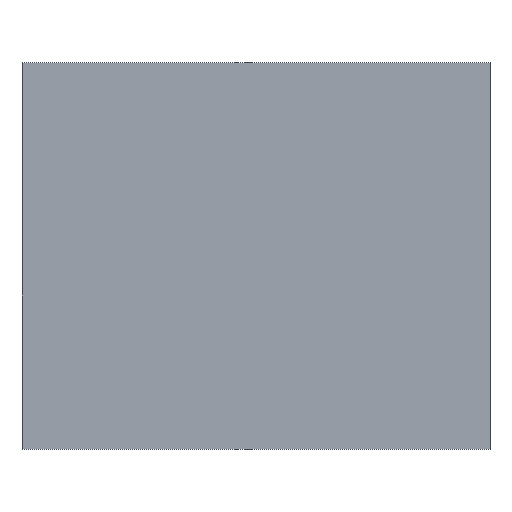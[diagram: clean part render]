
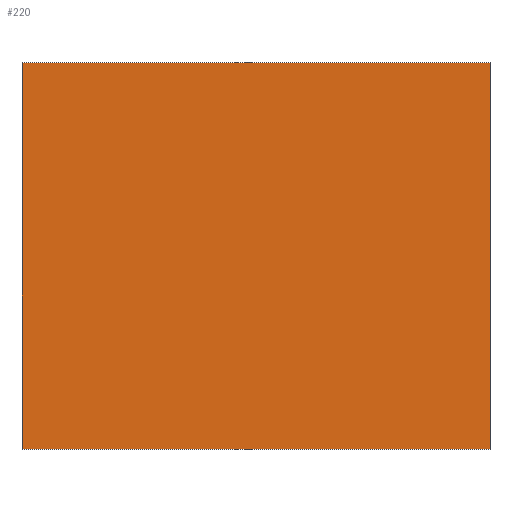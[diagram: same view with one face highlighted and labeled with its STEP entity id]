
A CAD part, top view. The second image highlights one B-rep face of the part: STEP entity #220.
In plain terms, the highlighted planar face has unit normal (0, 0, 1).
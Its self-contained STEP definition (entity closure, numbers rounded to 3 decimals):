
#13 = LINE ( 'NONE', #127, #158 ) ;
#55 = LINE ( 'NONE', #178, #136 ) ;
#59 = VECTOR ( 'NONE', #163, 1000. ) ;
#67 = EDGE_LOOP ( 'NONE', ( #171, #195, #73, #226 ) ) ;
#70 = VERTEX_POINT ( 'NONE', #231 ) ;
#73 = ORIENTED_EDGE ( 'NONE', *, *, #183, .T. ) ;
#78 = DIRECTION ( 'NONE',  ( 0., 1., 0. ) ) ;
#79 = EDGE_CURVE ( 'NONE', #156, #223, #13, .T. ) ;
#88 = AXIS2_PLACEMENT_3D ( 'NONE', #117, #115, #165 ) ;
#92 = EDGE_CURVE ( 'NONE', #173, #156, #93, .T. ) ;
#93 = LINE ( 'NONE', #164, #59 ) ;
#112 = DIRECTION ( 'NONE',  ( 1., 0., 0. ) ) ;
#115 = DIRECTION ( 'NONE',  ( 0., 0., 1. ) ) ;
#117 = CARTESIAN_POINT ( 'NONE',  ( 0., 0., 1.75 ) ) ;
#127 = CARTESIAN_POINT ( 'NONE',  ( 11.5, -9.5, 1.75 ) ) ;
#132 = FACE_OUTER_BOUND ( 'NONE', #67, .T. ) ;
#136 = VECTOR ( 'NONE', #78, 1000. ) ;
#156 = VERTEX_POINT ( 'NONE', #233 ) ;
#158 = VECTOR ( 'NONE', #112, 1000. ) ;
#160 = CARTESIAN_POINT ( 'NONE',  ( -11.5, 9.5, 1.75 ) ) ;
#163 = DIRECTION ( 'NONE',  ( 0., -1., 0. ) ) ;
#164 = CARTESIAN_POINT ( 'NONE',  ( -11.5, -9.5, 1.75 ) ) ;
#165 = DIRECTION ( 'NONE',  ( 1., 0., 0. ) ) ;
#166 = CARTESIAN_POINT ( 'NONE',  ( 11.5, -9.5, 1.75 ) ) ;
#167 = EDGE_CURVE ( 'NONE', #70, #173, #196, .T. ) ;
#171 = ORIENTED_EDGE ( 'NONE', *, *, #92, .T. ) ;
#173 = VERTEX_POINT ( 'NONE', #160 ) ;
#178 = CARTESIAN_POINT ( 'NONE',  ( 11.5, -9.5, 1.75 ) ) ;
#183 = EDGE_CURVE ( 'NONE', #223, #70, #55, .T. ) ;
#185 = PLANE ( 'NONE',  #88 ) ;
#195 = ORIENTED_EDGE ( 'NONE', *, *, #79, .T. ) ;
#196 = LINE ( 'NONE', #214, #203 ) ;
#203 = VECTOR ( 'NONE', #235, 1000. ) ;
#214 = CARTESIAN_POINT ( 'NONE',  ( 11.5, 9.5, 1.75 ) ) ;
#220 = ADVANCED_FACE ( 'NONE', ( #132 ), #185, .T. ) ;
#223 = VERTEX_POINT ( 'NONE', #166 ) ;
#226 = ORIENTED_EDGE ( 'NONE', *, *, #167, .T. ) ;
#231 = CARTESIAN_POINT ( 'NONE',  ( 11.5, 9.5, 1.75 ) ) ;
#233 = CARTESIAN_POINT ( 'NONE',  ( -11.5, -9.5, 1.75 ) ) ;
#235 = DIRECTION ( 'NONE',  ( -1., 0., 0. ) ) ;
